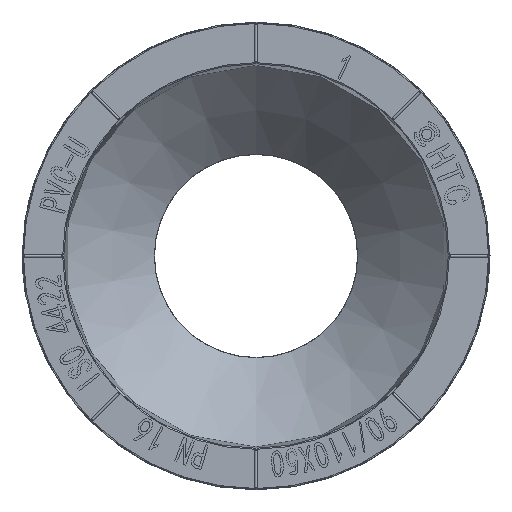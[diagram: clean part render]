
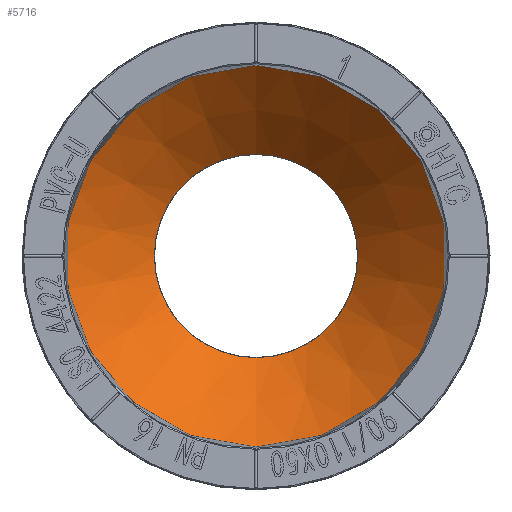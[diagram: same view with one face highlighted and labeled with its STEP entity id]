
A CAD part, front view. The second image highlights one B-rep face of the part: STEP entity #5716.
In plain terms, the highlighted conical face has half-angle 44.932 degrees and reference radius 23.9 mm.
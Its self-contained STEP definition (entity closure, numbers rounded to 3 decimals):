
#5716=ADVANCED_FACE('',(#9460,#9461),#6844,.F.);
#6844=CONICAL_SURFACE('',#26488,23.9,44.932);
#9460=FACE_BOUND('',#9846,.T.);
#9461=FACE_BOUND('',#9847,.T.);
#9846=EDGE_LOOP('',(#12561));
#9847=EDGE_LOOP('',(#12562));
#12561=ORIENTED_EDGE('',*,*,#22765,.T.);
#12562=ORIENTED_EDGE('',*,*,#22766,.T.);
#19790=VERTEX_POINT('',#37187);
#19791=VERTEX_POINT('',#37189);
#22765=EDGE_CURVE('',#19790,#19790,#25971,.T.);
#22766=EDGE_CURVE('',#19791,#19791,#25972,.T.);
#25971=CIRCLE('',#26486,23.9);
#25972=CIRCLE('',#26487,44.85);
#26486=AXIS2_PLACEMENT_3D('',#37186,#28733,#28734);
#26487=AXIS2_PLACEMENT_3D('',#37188,#28735,#28736);
#26488=AXIS2_PLACEMENT_3D('',#37190,#28737,#28738);
#28733=DIRECTION('',(0.,1.,0.));
#28734=DIRECTION('',(0.,0.,1.));
#28735=DIRECTION('',(0.,-1.,0.));
#28736=DIRECTION('',(0.,0.,1.));
#28737=DIRECTION('',(0.,-1.,0.));
#28738=DIRECTION('',(0.,0.,-1.));
#37186=CARTESIAN_POINT('',(6996.773,367.896,0.));
#37187=CARTESIAN_POINT('',(6996.773,367.896,23.9));
#37188=CARTESIAN_POINT('',(6996.773,346.896,0.));
#37189=CARTESIAN_POINT('',(6996.773,346.896,44.85));
#37190=CARTESIAN_POINT('',(6996.773,367.896,0.));
